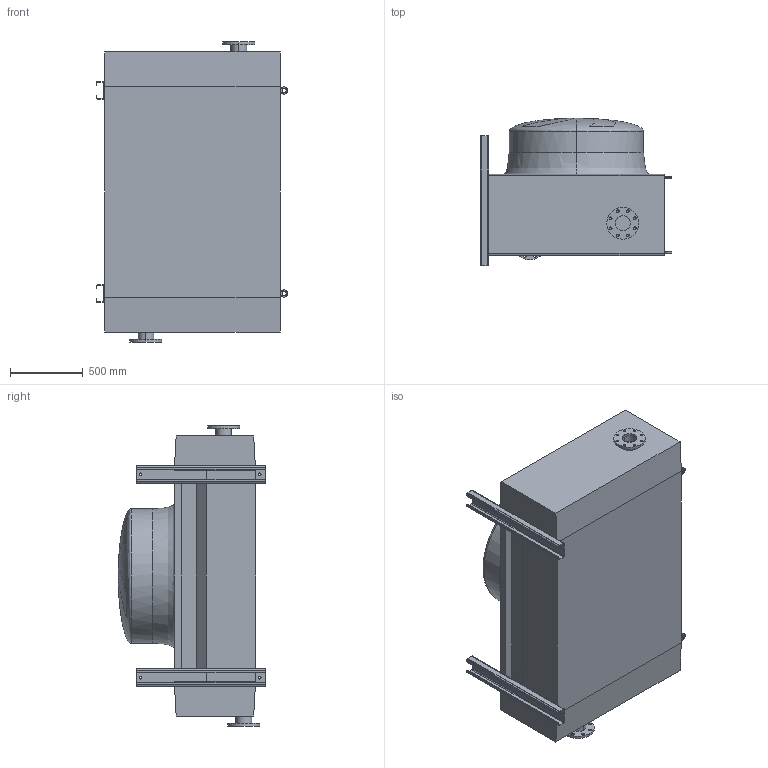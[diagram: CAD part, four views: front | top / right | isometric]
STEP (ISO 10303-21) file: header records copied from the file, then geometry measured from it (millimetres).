
FILE_DESCRIPTION (( 'STEP AP203' ), '1' );
FILE_NAME ('BOS_01L-V-OS.step', '2022-05-05T15:03:48', ( '' ), ( '' ), 'SwSTEP 2.0', 'SolidWorks 2019', '' );
FILE_SCHEMA (( 'CONFIG_CONTROL_DESIGN' ));
Length unit declared in the file: millimetre
Products named in the file (1): BOS_01L-V-OS
Bounding box: 1321 x 1016 x 2070 mm (x, y, z)
Volume: 1520687775.3 mm3; surface area: 13066737.7 mm2
Topology: 9 solids, 9 shells, 189 faces, 497 edges, 335 vertices
Faces by surface type: cylinder 98, plane 80, bspline 11
Entity records: 7235 total; most frequent: CARTESIAN_POINT 2274, DIRECTION 1040, ORIENTED_EDGE 990, EDGE_CURVE 495, AXIS2_PLACEMENT_3D 387, VERTEX_POINT 335, VECTOR 266, LINE 266
